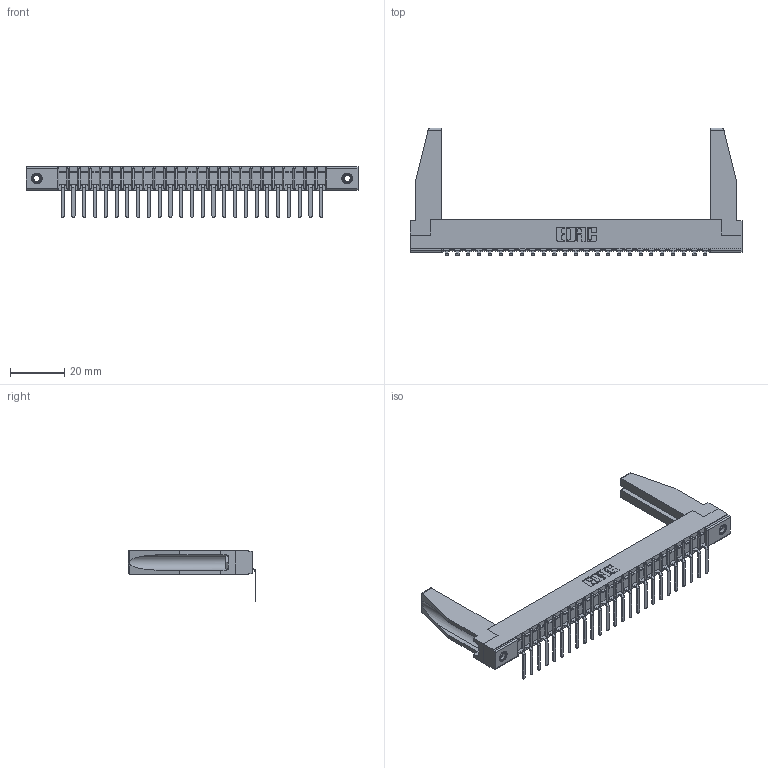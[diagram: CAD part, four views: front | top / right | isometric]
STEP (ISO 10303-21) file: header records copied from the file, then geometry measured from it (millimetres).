
FILE_DESCRIPTION (( 'STEP AP203' ), '1' );
FILE_NAME ('307-025-557-178.STEP', '2019-09-05T01:49:17', ( '' ), ( '' ), 'SwSTEP 2.0', 'SolidWorks 2016', '' );
FILE_SCHEMA (( 'CONFIG_CONTROL_DESIGN' ));
Length unit declared in the file: inch
Products named in the file (5): 307-220-078; 307-290-002_557; 307 Part_.156 Dia Mounting Holes; 345-250-001_345-250-001-102; 307-025-557-178
Assembly tree (30 placements, depth 2):
  307-025-557-178
    307 Part_.156 Dia Mounting Holes
    307-290-002_557  x25
    307-220-078  x2
    345-250-001_345-250-001-102  x2
Bounding box: 122.07 x 47.03 x 18.67 mm (x, y, z)
Volume: 12121.3 mm3; surface area: 19183.3 mm2
Topology: 30 solids, 30 shells, 2224 faces, 6753 edges, 4422 vertices
Faces by surface type: plane 1329, cylinder 827, sphere 52, cone 12, torus 4
Entity records: 26821 total; most frequent: CARTESIAN_POINT 4522, ORIENTED_EDGE 4468, DIRECTION 4358, EDGE_CURVE 2234, LINE 1706, VECTOR 1706, VERTEX_POINT 1448, AXIS2_PLACEMENT_3D 1326
